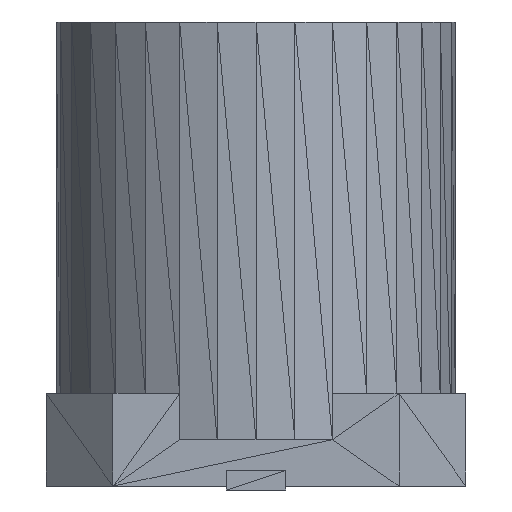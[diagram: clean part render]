
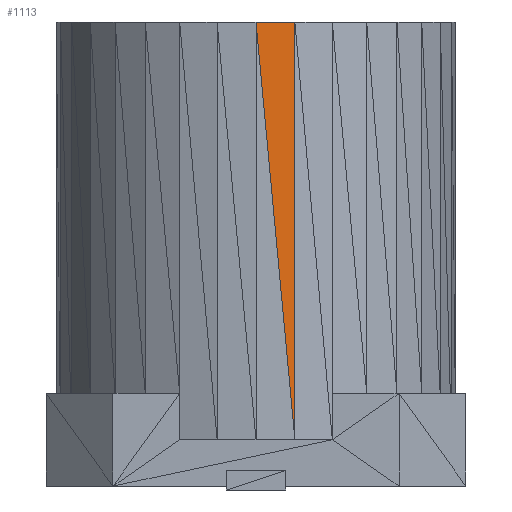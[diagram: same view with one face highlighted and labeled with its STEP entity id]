
A CAD part, left-side view. The second image highlights one B-rep face of the part: STEP entity #1113.
In plain terms, the highlighted planar face has unit normal (-0.995, -0.098, 0).
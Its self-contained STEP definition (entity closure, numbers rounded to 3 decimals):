
#1113=ADVANCED_FACE('',(#1114),#1140,.F.);
#1114=FACE_OUTER_BOUND('',#1115,.T.);
#1115=EDGE_LOOP('',(#1116,#1118,#1120));
#1116=ORIENTED_EDGE('',*,*,#1117,.T.);
#1117=EDGE_CURVE('',#1122,#1124,#1126,.T.);
#1118=ORIENTED_EDGE('',*,*,#1119,.T.);
#1119=EDGE_CURVE('',#1124,#1130,#1132,.T.);
#1120=ORIENTED_EDGE('',*,*,#1121,.T.);
#1121=EDGE_CURVE('',#1130,#1122,#1136,.T.);
#1122=VERTEX_POINT('',#1123);
#1123=CARTESIAN_POINT('',(-2.618,0.0,6.147));
#1124=VERTEX_POINT('',#1125);
#1125=CARTESIAN_POINT('',(-2.568,-0.511,6.147));
#1126=LINE('',#1127,#1128);
#1127=CARTESIAN_POINT('',(-2.618,0.0,6.147));
#1128=VECTOR('',#1129,1.0);
#1129=DIRECTION('',(-0.098,0.995,0.0));
#1130=VERTEX_POINT('',#1131);
#1131=CARTESIAN_POINT('',(-2.568,-0.511,0.661));
#1132=LINE('',#1133,#1134);
#1133=CARTESIAN_POINT('',(-2.568,-0.511,6.147));
#1134=VECTOR('',#1135,1.0);
#1135=DIRECTION('',(0.0,0.0,1.0));
#1136=LINE('',#1137,#1138);
#1137=CARTESIAN_POINT('',(-2.568,-0.511,0.661));
#1138=VECTOR('',#1139,1.0);
#1139=DIRECTION('',(0.009,-0.093,-0.996));
#1140=PLANE('',#1141);
#1141=AXIS2_PLACEMENT_3D('',#1142,#1143,#1144);
#1142=CARTESIAN_POINT('',(-2.568,-0.511,6.147));
#1143=DIRECTION('',(0.995,0.098,0.0));
#1144=DIRECTION('',(-0.009,0.093,0.996));
